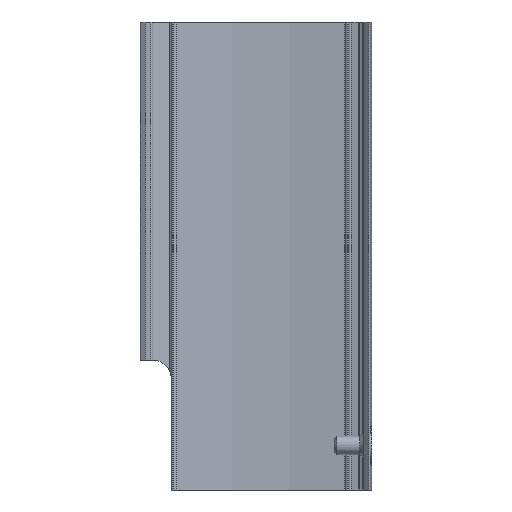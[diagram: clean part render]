
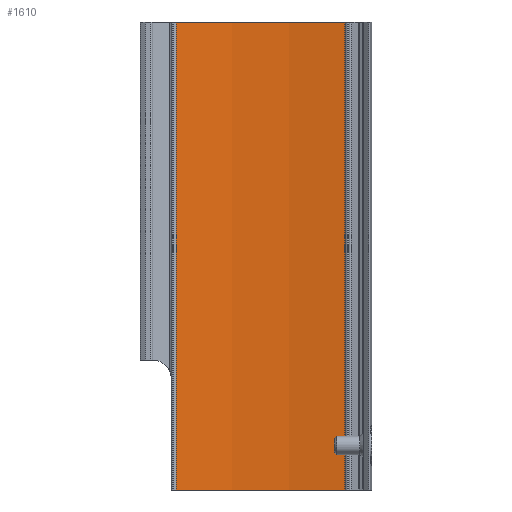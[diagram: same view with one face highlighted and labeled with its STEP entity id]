
A CAD part, front view. The second image highlights one B-rep face of the part: STEP entity #1610.
In plain terms, the highlighted cylindrical face has radius 64.5 mm (diameter 129 mm), a partial arc.
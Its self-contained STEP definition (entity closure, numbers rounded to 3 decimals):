
#114=CIRCLE('',#1769,64.5);
#115=CIRCLE('',#1770,64.5);
#354=ORIENTED_EDGE('',*,*,#805,.T.);
#355=ORIENTED_EDGE('',*,*,#804,.F.);
#356=ORIENTED_EDGE('',*,*,#806,.F.);
#357=ORIENTED_EDGE('',*,*,#807,.T.);
#804=EDGE_CURVE('',#1011,#1010,#1154,.T.);
#805=EDGE_CURVE('',#1012,#1010,#114,.T.);
#806=EDGE_CURVE('',#1013,#1011,#115,.T.);
#807=EDGE_CURVE('',#1013,#1012,#1155,.T.);
#1010=VERTEX_POINT('',#2602);
#1011=VERTEX_POINT('',#2604);
#1012=VERTEX_POINT('',#2608);
#1013=VERTEX_POINT('',#2610);
#1154=LINE('',#2605,#1275);
#1155=LINE('',#2611,#1276);
#1275=VECTOR('',#2077,1000.);
#1276=VECTOR('',#2084,1000.);
#1369=EDGE_LOOP('',(#354,#355,#356,#357));
#1465=FACE_BOUND('',#1369,.T.);
#1546=CYLINDRICAL_SURFACE('',#1768,64.5);
#1610=ADVANCED_FACE('',(#1465),#1546,.F.);
#1768=AXIS2_PLACEMENT_3D('',#2606,#2078,#2079);
#1769=AXIS2_PLACEMENT_3D('',#2607,#2080,#2081);
#1770=AXIS2_PLACEMENT_3D('',#2609,#2082,#2083);
#2077=DIRECTION('',(0.,0.,1.));
#2078=DIRECTION('',(0.,0.,1.));
#2079=DIRECTION('',(1.,0.,0.));
#2080=DIRECTION('',(0.,0.,1.));
#2081=DIRECTION('',(1.,0.,0.));
#2082=DIRECTION('',(0.,0.,1.));
#2083=DIRECTION('',(1.,0.,0.));
#2084=DIRECTION('',(0.,0.,1.));
#2602=CARTESIAN_POINT('',(-11.335,6.696,0.));
#2604=CARTESIAN_POINT('',(-11.335,6.696,-63.));
#2605=CARTESIAN_POINT('',(-11.335,6.696,-63.));
#2606=CARTESIAN_POINT('',(0.,-56.8,-63.));
#2607=CARTESIAN_POINT('',(0.,-56.8,0.));
#2608=CARTESIAN_POINT('',(11.335,6.696,0.));
#2609=CARTESIAN_POINT('',(0.,-56.8,-63.));
#2610=CARTESIAN_POINT('',(11.335,6.696,-63.));
#2611=CARTESIAN_POINT('',(11.335,6.696,-63.));
